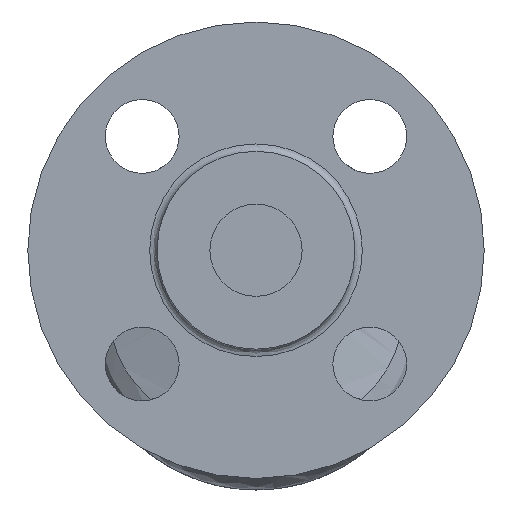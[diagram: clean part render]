
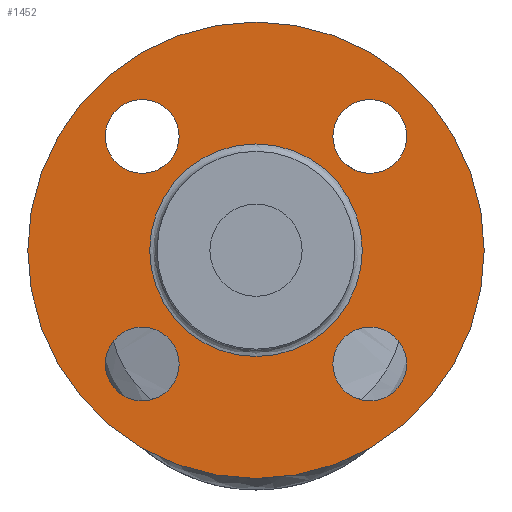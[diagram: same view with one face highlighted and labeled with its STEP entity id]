
A CAD part, left-side view. The second image highlights one B-rep face of the part: STEP entity #1452.
In plain terms, the highlighted free-form (B-spline) face has degree [1, 1] with [2, 2] control points.
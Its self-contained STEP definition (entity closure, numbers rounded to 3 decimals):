
#1197=CARTESIAN_POINT('',(-100.9,0.0,63.5));
#1198=VERTEX_POINT('',#1197);
#1199=CARTESIAN_POINT('',(-100.9,0.0,14.));
#1200=DIRECTION('',(-1.0,0.0,0.0));
#1201=DIRECTION('',(0.0,0.0,1.0));
#1202=AXIS2_PLACEMENT_3D('',#1199,#1200,#1201);
#1203=CIRCLE('',#1202,49.5);
#1204=EDGE_CURVE('',#1198,#1198,#1203,.T.);
#1374=CARTESIAN_POINT('',(-100.9,0.0,37.05));
#1375=VERTEX_POINT('',#1374);
#1376=CARTESIAN_POINT('',(-100.9,0.0,14.));
#1377=DIRECTION('',(-1.0,0.0,0.0));
#1378=DIRECTION('',(0.0,0.0,-1.0));
#1379=AXIS2_PLACEMENT_3D('',#1376,#1377,#1378);
#1380=CIRCLE('',#1379,23.05);
#1381=EDGE_CURVE('',#1375,#1375,#1380,.T.);
#1397=CARTESIAN_POINT('',(-100.9,49.5,63.5));
#1398=CARTESIAN_POINT('',(-100.9,49.5,-35.5));
#1399=CARTESIAN_POINT('',(-100.9,-49.5,63.5));
#1400=CARTESIAN_POINT('',(-100.9,-49.5,-35.5));
#1401=B_SPLINE_SURFACE_WITH_KNOTS('',1,1,((#1397,#1399),(#1398,#1400)),.UNSPECIFIED.,.F.,.F.,.U.,(2,2),(2,2),(0.0,99.),(0.0,99.),.UNSPECIFIED.);
#1402=ORIENTED_EDGE('',*,*,#1204,.T.);
#1403=EDGE_LOOP('',(#1402));
#1404=FACE_OUTER_BOUND('',#1403,.T.);
#1405=CARTESIAN_POINT('',(-100.9,24.678,30.678));
#1406=VERTEX_POINT('',#1405);
#1407=CARTESIAN_POINT('',(-100.9,24.678,38.678));
#1408=DIRECTION('',(1.0,0.0,0.0));
#1409=DIRECTION('',(0.0,0.0,-1.0));
#1410=AXIS2_PLACEMENT_3D('',#1407,#1408,#1409);
#1411=CIRCLE('',#1410,8.0);
#1412=EDGE_CURVE('',#1406,#1406,#1411,.T.);
#1413=ORIENTED_EDGE('',*,*,#1412,.T.);
#1414=EDGE_LOOP('',(#1413));
#1415=FACE_BOUND('',#1414,.T.);
#1416=CARTESIAN_POINT('',(-100.9,16.678,-10.678));
#1417=VERTEX_POINT('',#1416);
#1418=CARTESIAN_POINT('',(-100.9,24.678,-10.678));
#1419=DIRECTION('',(1.0,0.0,0.0));
#1420=DIRECTION('',(0.0,-1.0,0.0));
#1421=AXIS2_PLACEMENT_3D('',#1418,#1419,#1420);
#1422=CIRCLE('',#1421,8.0);
#1423=EDGE_CURVE('',#1417,#1417,#1422,.T.);
#1424=ORIENTED_EDGE('',*,*,#1423,.T.);
#1425=EDGE_LOOP('',(#1424));
#1426=FACE_BOUND('',#1425,.T.);
#1427=CARTESIAN_POINT('',(-100.9,-24.678,-2.678));
#1428=VERTEX_POINT('',#1427);
#1429=CARTESIAN_POINT('',(-100.9,-24.678,-10.678));
#1430=DIRECTION('',(1.0,0.0,0.0));
#1431=DIRECTION('',(0.0,0.0,1.0));
#1432=AXIS2_PLACEMENT_3D('',#1429,#1430,#1431);
#1433=CIRCLE('',#1432,8.0);
#1434=EDGE_CURVE('',#1428,#1428,#1433,.T.);
#1435=ORIENTED_EDGE('',*,*,#1434,.T.);
#1436=EDGE_LOOP('',(#1435));
#1437=FACE_BOUND('',#1436,.T.);
#1438=CARTESIAN_POINT('',(-100.9,-16.678,38.678));
#1439=VERTEX_POINT('',#1438);
#1440=CARTESIAN_POINT('',(-100.9,-24.678,38.678));
#1441=DIRECTION('',(1.0,0.0,0.0));
#1442=DIRECTION('',(0.0,1.0,0.0));
#1443=AXIS2_PLACEMENT_3D('',#1440,#1441,#1442);
#1444=CIRCLE('',#1443,8.0);
#1445=EDGE_CURVE('',#1439,#1439,#1444,.T.);
#1446=ORIENTED_EDGE('',*,*,#1445,.T.);
#1447=EDGE_LOOP('',(#1446));
#1448=FACE_BOUND('',#1447,.T.);
#1449=ORIENTED_EDGE('',*,*,#1381,.F.);
#1450=EDGE_LOOP('',(#1449));
#1451=FACE_BOUND('',#1450,.T.);
#1452=ADVANCED_FACE('',(#1404,#1415,#1426,#1437,#1448,#1451),#1401,.T.);
